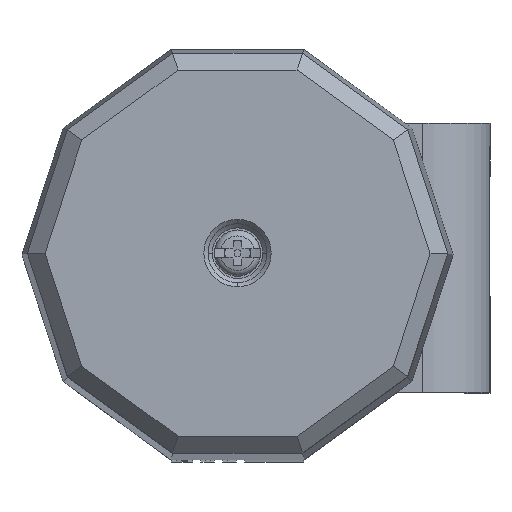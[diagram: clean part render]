
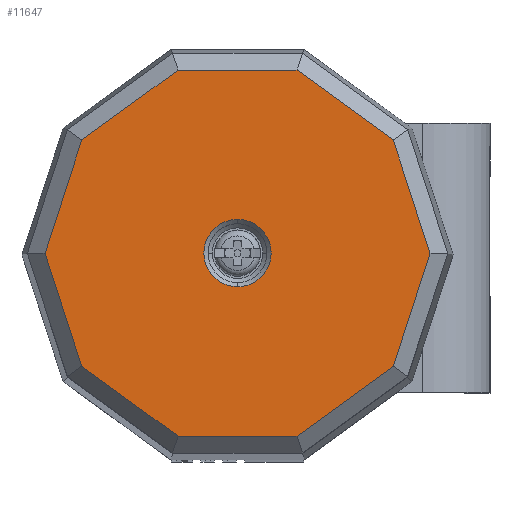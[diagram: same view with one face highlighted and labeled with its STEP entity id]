
A CAD part, top view. The second image highlights one B-rep face of the part: STEP entity #11647.
In plain terms, the highlighted planar face has unit normal (0, 0, 1).
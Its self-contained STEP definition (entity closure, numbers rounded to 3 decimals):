
#10879=CARTESIAN_POINT('',(0.,-4.,335.));
#10880=VERTEX_POINT('',#10879);
#10889=CARTESIAN_POINT('',(0.,4.,335.));
#10890=VERTEX_POINT('',#10889);
#10891=CARTESIAN_POINT('',(0.,0.,335.));
#10892=DIRECTION('',(0.0,0.0,1.0));
#10893=DIRECTION('',(0.0,-1.0,0.0));
#10894=AXIS2_PLACEMENT_3D('',#10891,#10892,#10893);
#10895=CIRCLE('',#10894,4.0);
#10896=EDGE_CURVE('',#10880,#10890,#10895,.T.);
#11385=CARTESIAN_POINT('',(-7.067,-21.75,335.));
#11386=VERTEX_POINT('',#11385);
#11387=CARTESIAN_POINT('',(-18.502,-13.442,335.));
#11388=VERTEX_POINT('',#11387);
#11389=CARTESIAN_POINT('',(-7.067,-21.75,335.));
#11390=DIRECTION('',(-0.809,0.588,0.0));
#11391=VECTOR('',#11390,14.134);
#11392=LINE('',#11389,#11391);
#11393=EDGE_CURVE('',#11386,#11388,#11392,.T.);
#11416=CARTESIAN_POINT('',(-22.869,0.,335.));
#11417=VERTEX_POINT('',#11416);
#11418=CARTESIAN_POINT('',(-18.502,-13.442,335.));
#11419=DIRECTION('',(-0.309,0.951,0.0));
#11420=VECTOR('',#11419,14.134);
#11421=LINE('',#11418,#11420);
#11422=EDGE_CURVE('',#11388,#11417,#11421,.T.);
#11440=CARTESIAN_POINT('',(-18.502,13.442,335.));
#11441=VERTEX_POINT('',#11440);
#11442=CARTESIAN_POINT('',(-22.869,0.,335.));
#11443=DIRECTION('',(0.309,0.951,0.0));
#11444=VECTOR('',#11443,14.134);
#11445=LINE('',#11442,#11444);
#11446=EDGE_CURVE('',#11417,#11441,#11445,.T.);
#11464=CARTESIAN_POINT('',(-7.067,21.75,335.));
#11465=VERTEX_POINT('',#11464);
#11466=CARTESIAN_POINT('',(-18.502,13.442,335.));
#11467=DIRECTION('',(0.809,0.588,0.0));
#11468=VECTOR('',#11467,14.134);
#11469=LINE('',#11466,#11468);
#11470=EDGE_CURVE('',#11441,#11465,#11469,.T.);
#11488=CARTESIAN_POINT('',(7.067,21.75,335.));
#11489=VERTEX_POINT('',#11488);
#11490=CARTESIAN_POINT('',(-7.067,21.75,335.));
#11491=DIRECTION('',(1.0,0.0,0.0));
#11492=VECTOR('',#11491,14.134);
#11493=LINE('',#11490,#11492);
#11494=EDGE_CURVE('',#11465,#11489,#11493,.T.);
#11512=CARTESIAN_POINT('',(18.502,13.442,335.));
#11513=VERTEX_POINT('',#11512);
#11514=CARTESIAN_POINT('',(7.067,21.75,335.));
#11515=DIRECTION('',(0.809,-0.588,0.0));
#11516=VECTOR('',#11515,14.134);
#11517=LINE('',#11514,#11516);
#11518=EDGE_CURVE('',#11489,#11513,#11517,.T.);
#11536=CARTESIAN_POINT('',(22.869,0.,335.));
#11537=VERTEX_POINT('',#11536);
#11538=CARTESIAN_POINT('',(18.502,13.442,335.));
#11539=DIRECTION('',(0.309,-0.951,0.0));
#11540=VECTOR('',#11539,14.134);
#11541=LINE('',#11538,#11540);
#11542=EDGE_CURVE('',#11513,#11537,#11541,.T.);
#11560=CARTESIAN_POINT('',(18.502,-13.442,335.));
#11561=VERTEX_POINT('',#11560);
#11562=CARTESIAN_POINT('',(22.869,0.,335.));
#11563=DIRECTION('',(-0.309,-0.951,0.0));
#11564=VECTOR('',#11563,14.134);
#11565=LINE('',#11562,#11564);
#11566=EDGE_CURVE('',#11537,#11561,#11565,.T.);
#11584=CARTESIAN_POINT('',(7.067,-21.75,335.));
#11585=VERTEX_POINT('',#11584);
#11586=CARTESIAN_POINT('',(18.502,-13.442,335.));
#11587=DIRECTION('',(-0.809,-0.588,0.0));
#11588=VECTOR('',#11587,14.134);
#11589=LINE('',#11586,#11588);
#11590=EDGE_CURVE('',#11561,#11585,#11589,.T.);
#11608=CARTESIAN_POINT('',(7.067,-21.75,335.));
#11609=DIRECTION('',(-1.0,0.0,0.0));
#11610=VECTOR('',#11609,14.134);
#11611=LINE('',#11608,#11610);
#11612=EDGE_CURVE('',#11585,#11386,#11611,.T.);
#11620=CARTESIAN_POINT('',(-25.156,-23.925,335.));
#11621=DIRECTION('',(0.0,0.0,1.0));
#11622=DIRECTION('',(1.0,0.0,0.0));
#11623=AXIS2_PLACEMENT_3D('',#11620,#11621,#11622);
#11624=PLANE('',#11623);
#11625=ORIENTED_EDGE('',*,*,#11393,.F.);
#11626=ORIENTED_EDGE('',*,*,#11612,.F.);
#11627=ORIENTED_EDGE('',*,*,#11590,.F.);
#11628=ORIENTED_EDGE('',*,*,#11566,.F.);
#11629=ORIENTED_EDGE('',*,*,#11542,.F.);
#11630=ORIENTED_EDGE('',*,*,#11518,.F.);
#11631=ORIENTED_EDGE('',*,*,#11494,.F.);
#11632=ORIENTED_EDGE('',*,*,#11470,.F.);
#11633=ORIENTED_EDGE('',*,*,#11446,.F.);
#11634=ORIENTED_EDGE('',*,*,#11422,.F.);
#11635=EDGE_LOOP('',(#11625,#11626,#11627,#11628,#11629,#11630,#11631,#11632,#11633,#11634));
#11636=FACE_OUTER_BOUND('',#11635,.T.);
#11637=CARTESIAN_POINT('',(0.,0.,335.));
#11638=DIRECTION('',(0.0,0.0,1.0));
#11639=DIRECTION('',(0.0,-1.0,0.0));
#11640=AXIS2_PLACEMENT_3D('',#11637,#11638,#11639);
#11641=CIRCLE('',#11640,4.0);
#11642=EDGE_CURVE('',#10890,#10880,#11641,.T.);
#11643=ORIENTED_EDGE('',*,*,#11642,.F.);
#11644=ORIENTED_EDGE('',*,*,#10896,.F.);
#11645=EDGE_LOOP('',(#11643,#11644));
#11646=FACE_BOUND('',#11645,.T.);
#11647=ADVANCED_FACE('',(#11636,#11646),#11624,.T.);
